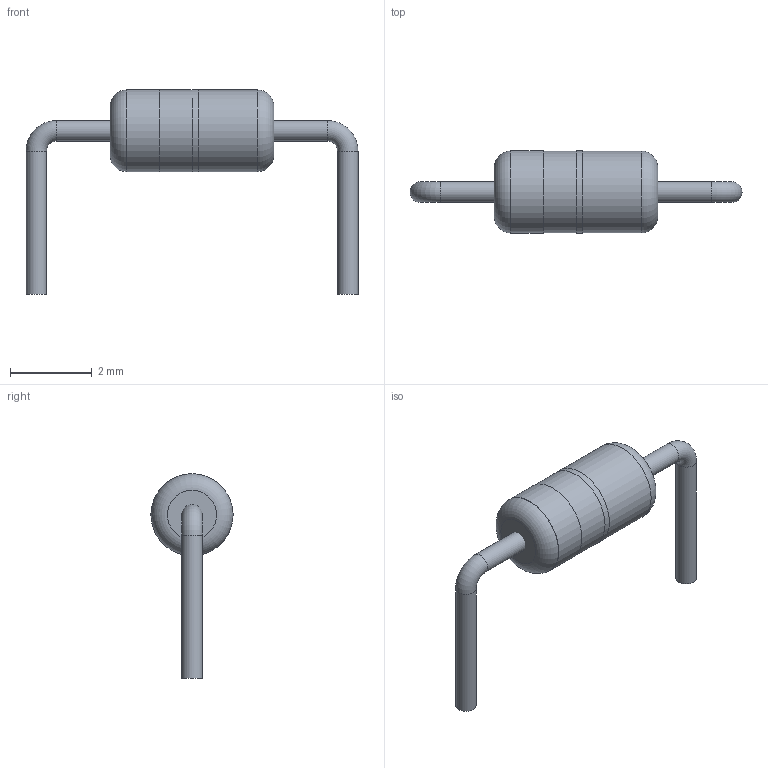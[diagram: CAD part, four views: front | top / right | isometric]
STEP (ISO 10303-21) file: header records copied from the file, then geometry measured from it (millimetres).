
FILE_DESCRIPTION(('FreeCAD Model'),'2;1');
FILE_NAME('Open CASCADE Shape Model','2021-12-24T19:59:50',('Author'),( ''),'Open CASCADE STEP processor 7.5','FreeCAD','Unknown');
FILE_SCHEMA(('AUTOMOTIVE_DESIGN { 1 0 10303 214 1 1 1 1 }'));
Length unit declared in the file: millimetre
Products named in the file (5): DO_35; Fillet; Cylinder001; Cylinder002; D_DO-35_SOD27_P7.62mm_Horizontal003
Assembly tree (4 placements, depth 2):
  DO_35
    Fillet
    Cylinder001
    Cylinder002
    D_DO-35_SOD27_P7.62mm_Horizontal003
Bounding box: 8.12 x 2.01 x 5.01 mm (x, y, z)
Volume: 18.2 mm3; surface area: 72.1 mm2
Topology: 4 solids, 4 shells, 18 faces, 24 edges, 14 vertices
Faces by surface type: plane 8, cylinder 6, torus 4
Full cylindrical faces by diameter (mm): 0.5 x3, 2 x1, 2.01 x1, 2.012 x1
Entity records: 877 total; most frequent: DIRECTION 130, CARTESIAN_POINT 125, ORIENTED_EDGE 48, PCURVE 48, DEFINITIONAL_REPRESENTATION 48, LINE 42, VECTOR 42, AXIS2_PLACEMENT_3D 41
